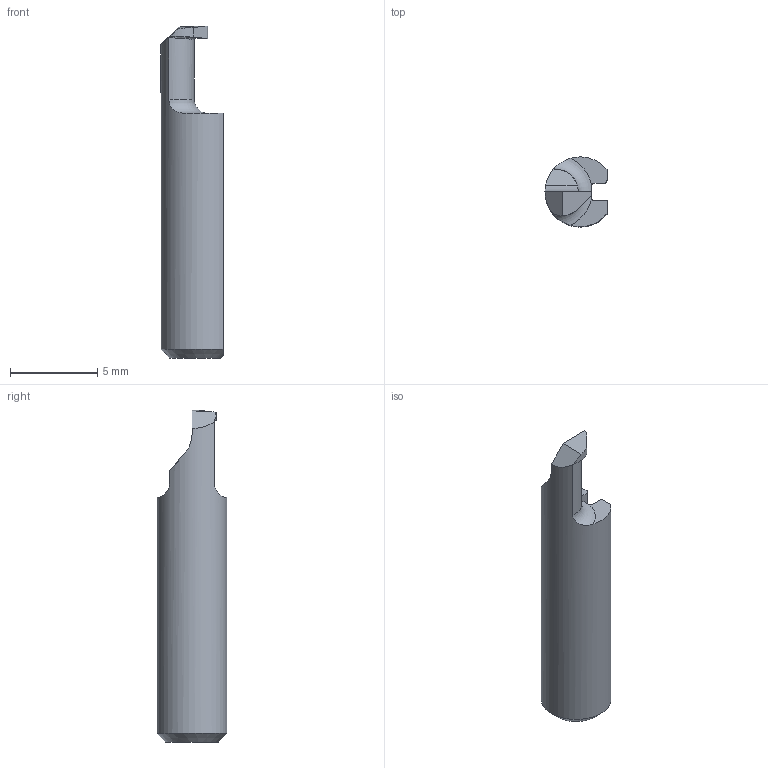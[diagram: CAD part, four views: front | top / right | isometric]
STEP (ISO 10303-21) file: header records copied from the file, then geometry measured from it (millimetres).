
FILE_DESCRIPTION (( 'STEP AP203' ), '1' );
FILE_NAME ('R003.0070-5.step', '2024-04-04T06:04:06', ( '' ), ( '' ), 'SwSTEP 2.0', 'SolidWorks 2022', '' );
FILE_SCHEMA (( 'CONFIG_CONTROL_DESIGN' ));
Length unit declared in the file: millimetre
Products named in the file (1): R003.0070-5
Bounding box: 3.55 x 4 x 19 mm (x, y, z)
Volume: 165.9 mm3; surface area: 243.6 mm2
Topology: 1 solids, 1 shells, 25 faces, 69 edges, 46 vertices
Faces by surface type: plane 15, cylinder 7, cone 1, torus 1, bspline 1
Entity records: 945 total; most frequent: CARTESIAN_POINT 271, ORIENTED_EDGE 138, DIRECTION 109, EDGE_CURVE 69, VERTEX_POINT 46, AXIS2_PLACEMENT_3D 38, VECTOR 33, LINE 33
